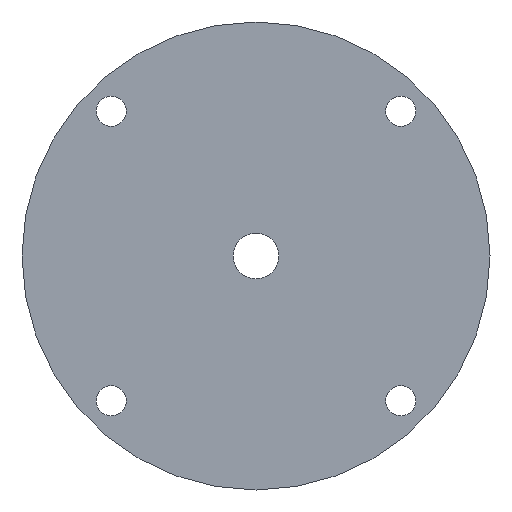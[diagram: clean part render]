
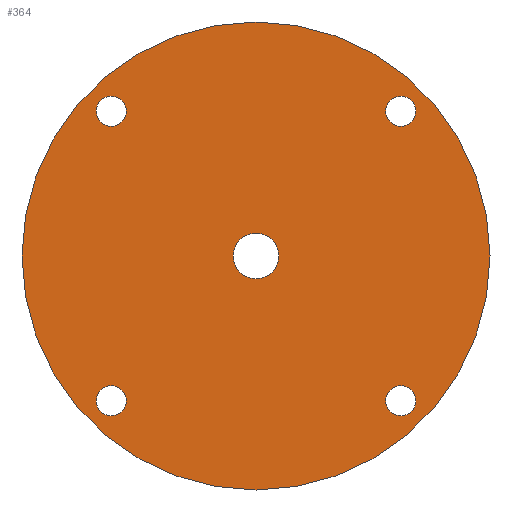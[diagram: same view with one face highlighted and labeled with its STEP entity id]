
A CAD part, front view. The second image highlights one B-rep face of the part: STEP entity #364.
In plain terms, the highlighted planar face has unit normal (0, -1, 0).
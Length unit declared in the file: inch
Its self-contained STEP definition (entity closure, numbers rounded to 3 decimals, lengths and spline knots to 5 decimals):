
#4 = VERTEX_POINT ( 'NONE', #596 ) ;
#30 = CARTESIAN_POINT ( 'NONE',  ( 0.61872, 0., 0.61872 ) ) ;
#40 = AXIS2_PLACEMENT_3D ( 'NONE', #443, #649, #754 ) ;
#42 = ORIENTED_EDGE ( 'NONE', *, *, #319, .F. ) ;
#47 = CARTESIAN_POINT ( 'NONE',  ( 0., 0., 0. ) ) ;
#54 = AXIS2_PLACEMENT_3D ( 'NONE', #689, #627, #210 ) ;
#59 = AXIS2_PLACEMENT_3D ( 'NONE', #304, #178, #673 ) ;
#71 = EDGE_CURVE ( 'NONE', #505, #202, #174, .T. ) ;
#76 = ORIENTED_EDGE ( 'NONE', *, *, #311, .F. ) ;
#83 = DIRECTION ( 'NONE',  ( 0., 0., -1. ) ) ;
#96 = VERTEX_POINT ( 'NONE', #113 ) ;
#101 = CIRCLE ( 'NONE', #54, 0.06425 ) ;
#103 = VERTEX_POINT ( 'NONE', #241 ) ;
#113 = CARTESIAN_POINT ( 'NONE',  ( -0.61872, 0., 0.68297 ) ) ;
#116 = EDGE_CURVE ( 'NONE', #202, #505, #528, .T. ) ;
#174 = CIRCLE ( 'NONE', #373, 1. ) ;
#178 = DIRECTION ( 'NONE',  ( 0., -1., 0. ) ) ;
#186 = AXIS2_PLACEMENT_3D ( 'NONE', #750, #517, #382 ) ;
#200 = DIRECTION ( 'NONE',  ( 0., 0., 1. ) ) ;
#202 = VERTEX_POINT ( 'NONE', #787 ) ;
#208 = CARTESIAN_POINT ( 'NONE',  ( -0.61872, 0., -0.61872 ) ) ;
#210 = DIRECTION ( 'NONE',  ( 0., 0., -1. ) ) ;
#217 = EDGE_CURVE ( 'NONE', #4, #96, #313, .T. ) ;
#224 = CARTESIAN_POINT ( 'NONE',  ( 0., 0., -1. ) ) ;
#229 = DIRECTION ( 'NONE',  ( 0., 0., 1. ) ) ;
#231 = EDGE_CURVE ( 'NONE', #790, #522, #432, .T. ) ;
#241 = CARTESIAN_POINT ( 'NONE',  ( 0.61872, 0., 0.68297 ) ) ;
#248 = FACE_OUTER_BOUND ( 'NONE', #722, .T. ) ;
#252 = EDGE_LOOP ( 'NONE', ( #42, #713 ) ) ;
#253 = DIRECTION ( 'NONE',  ( 0., 1., 0. ) ) ;
#260 = ORIENTED_EDGE ( 'NONE', *, *, #217, .F. ) ;
#267 = ORIENTED_EDGE ( 'NONE', *, *, #394, .T. ) ;
#275 = DIRECTION ( 'NONE',  ( 0., -1., 0. ) ) ;
#279 = EDGE_CURVE ( 'NONE', #96, #4, #742, .T. ) ;
#281 = DIRECTION ( 'NONE',  ( 0., 0., -1. ) ) ;
#295 = DIRECTION ( 'NONE',  ( 0., 1., 0. ) ) ;
#304 = CARTESIAN_POINT ( 'NONE',  ( -0.61872, 0., 0.61872 ) ) ;
#311 = EDGE_CURVE ( 'NONE', #439, #482, #545, .T. ) ;
#312 = CARTESIAN_POINT ( 'NONE',  ( 0., 0., 0. ) ) ;
#313 = CIRCLE ( 'NONE', #721, 0.06425 ) ;
#319 = EDGE_CURVE ( 'NONE', #372, #425, #336, .T. ) ;
#333 = PLANE ( 'NONE',  #467 ) ;
#336 = CIRCLE ( 'NONE', #40, 0.06425 ) ;
#337 = DIRECTION ( 'NONE',  ( 0., -1., 0. ) ) ;
#338 = DIRECTION ( 'NONE',  ( 0., -1., 0. ) ) ;
#339 = AXIS2_PLACEMENT_3D ( 'NONE', #584, #275, #636 ) ;
#351 = ORIENTED_EDGE ( 'NONE', *, *, #71, .F. ) ;
#364 = ADVANCED_FACE ( 'NONE', ( #686, #763, #558, #489, #397, #248 ), #333, .F. ) ;
#372 = VERTEX_POINT ( 'NONE', #758 ) ;
#373 = AXIS2_PLACEMENT_3D ( 'NONE', #47, #582, #229 ) ;
#382 = DIRECTION ( 'NONE',  ( 0., 0., 1. ) ) ;
#384 = CARTESIAN_POINT ( 'NONE',  ( 0., 0., -0.098 ) ) ;
#392 = ORIENTED_EDGE ( 'NONE', *, *, #779, .F. ) ;
#394 = EDGE_CURVE ( 'NONE', #522, #790, #785, .T. ) ;
#397 = FACE_BOUND ( 'NONE', #654, .T. ) ;
#406 = DIRECTION ( 'NONE',  ( 0., 0., 1. ) ) ;
#413 = CIRCLE ( 'NONE', #493, 0.06425 ) ;
#415 = CIRCLE ( 'NONE', #535, 0.06425 ) ;
#423 = CARTESIAN_POINT ( 'NONE',  ( -0.61872, 0., 0.61872 ) ) ;
#425 = VERTEX_POINT ( 'NONE', #523 ) ;
#427 = AXIS2_PLACEMENT_3D ( 'NONE', #312, #253, #200 ) ;
#432 = CIRCLE ( 'NONE', #427, 0.098 ) ;
#439 = VERTEX_POINT ( 'NONE', #775 ) ;
#440 = DIRECTION ( 'NONE',  ( 0., 0., 1. ) ) ;
#443 = CARTESIAN_POINT ( 'NONE',  ( -0.61872, 0., -0.61872 ) ) ;
#444 = EDGE_CURVE ( 'NONE', #683, #103, #712, .T. ) ;
#446 = DIRECTION ( 'NONE',  ( 0., 1., 0. ) ) ;
#452 = EDGE_LOOP ( 'NONE', ( #625, #76 ) ) ;
#455 = AXIS2_PLACEMENT_3D ( 'NONE', #30, #337, #700 ) ;
#467 = AXIS2_PLACEMENT_3D ( 'NONE', #507, #446, #440 ) ;
#482 = VERTEX_POINT ( 'NONE', #497 ) ;
#488 = ORIENTED_EDGE ( 'NONE', *, *, #231, .T. ) ;
#489 = FACE_BOUND ( 'NONE', #452, .T. ) ;
#492 = AXIS2_PLACEMENT_3D ( 'NONE', #778, #295, #406 ) ;
#493 = AXIS2_PLACEMENT_3D ( 'NONE', #208, #749, #83 ) ;
#496 = ORIENTED_EDGE ( 'NONE', *, *, #116, .F. ) ;
#497 = CARTESIAN_POINT ( 'NONE',  ( 0.61872, 0., -0.68297 ) ) ;
#505 = VERTEX_POINT ( 'NONE', #224 ) ;
#507 = CARTESIAN_POINT ( 'NONE',  ( 0., 0., 0. ) ) ;
#517 = DIRECTION ( 'NONE',  ( 0., 1., 0. ) ) ;
#521 = EDGE_CURVE ( 'NONE', #425, #372, #413, .T. ) ;
#522 = VERTEX_POINT ( 'NONE', #384 ) ;
#523 = CARTESIAN_POINT ( 'NONE',  ( -0.61872, 0., -0.55447 ) ) ;
#528 = CIRCLE ( 'NONE', #492, 1. ) ;
#535 = AXIS2_PLACEMENT_3D ( 'NONE', #706, #338, #281 ) ;
#545 = CIRCLE ( 'NONE', #339, 0.06425 ) ;
#558 = FACE_BOUND ( 'NONE', #252, .T. ) ;
#582 = DIRECTION ( 'NONE',  ( 0., 1., 0. ) ) ;
#584 = CARTESIAN_POINT ( 'NONE',  ( 0.61872, 0., -0.61872 ) ) ;
#586 = ORIENTED_EDGE ( 'NONE', *, *, #279, .F. ) ;
#596 = CARTESIAN_POINT ( 'NONE',  ( -0.61872, 0., 0.55447 ) ) ;
#604 = ORIENTED_EDGE ( 'NONE', *, *, #444, .F. ) ;
#616 = DIRECTION ( 'NONE',  ( 0., -1., 0. ) ) ;
#625 = ORIENTED_EDGE ( 'NONE', *, *, #664, .F. ) ;
#627 = DIRECTION ( 'NONE',  ( 0., -1., 0. ) ) ;
#636 = DIRECTION ( 'NONE',  ( 0., 0., -1. ) ) ;
#649 = DIRECTION ( 'NONE',  ( 0., -1., 0. ) ) ;
#654 = EDGE_LOOP ( 'NONE', ( #488, #267 ) ) ;
#664 = EDGE_CURVE ( 'NONE', #482, #439, #415, .T. ) ;
#673 = DIRECTION ( 'NONE',  ( 0., 0., -1. ) ) ;
#675 = EDGE_LOOP ( 'NONE', ( #604, #392 ) ) ;
#679 = DIRECTION ( 'NONE',  ( 0., 0., -1. ) ) ;
#683 = VERTEX_POINT ( 'NONE', #753 ) ;
#686 = FACE_BOUND ( 'NONE', #675, .T. ) ;
#689 = CARTESIAN_POINT ( 'NONE',  ( 0.61872, 0., 0.61872 ) ) ;
#700 = DIRECTION ( 'NONE',  ( 0., 0., -1. ) ) ;
#706 = CARTESIAN_POINT ( 'NONE',  ( 0.61872, 0., -0.61872 ) ) ;
#712 = CIRCLE ( 'NONE', #455, 0.06425 ) ;
#713 = ORIENTED_EDGE ( 'NONE', *, *, #521, .F. ) ;
#721 = AXIS2_PLACEMENT_3D ( 'NONE', #423, #616, #679 ) ;
#722 = EDGE_LOOP ( 'NONE', ( #351, #496 ) ) ;
#731 = EDGE_LOOP ( 'NONE', ( #260, #586 ) ) ;
#742 = CIRCLE ( 'NONE', #59, 0.06425 ) ;
#746 = CARTESIAN_POINT ( 'NONE',  ( 0., 0., 0.098 ) ) ;
#749 = DIRECTION ( 'NONE',  ( 0., -1., 0. ) ) ;
#750 = CARTESIAN_POINT ( 'NONE',  ( 0., 0., 0. ) ) ;
#753 = CARTESIAN_POINT ( 'NONE',  ( 0.61872, 0., 0.55447 ) ) ;
#754 = DIRECTION ( 'NONE',  ( 0., 0., -1. ) ) ;
#758 = CARTESIAN_POINT ( 'NONE',  ( -0.61872, 0., -0.68297 ) ) ;
#763 = FACE_BOUND ( 'NONE', #731, .T. ) ;
#775 = CARTESIAN_POINT ( 'NONE',  ( 0.61872, 0., -0.55447 ) ) ;
#778 = CARTESIAN_POINT ( 'NONE',  ( 0., 0., 0. ) ) ;
#779 = EDGE_CURVE ( 'NONE', #103, #683, #101, .T. ) ;
#785 = CIRCLE ( 'NONE', #186, 0.098 ) ;
#787 = CARTESIAN_POINT ( 'NONE',  ( 0., 0., 1. ) ) ;
#790 = VERTEX_POINT ( 'NONE', #746 ) ;
